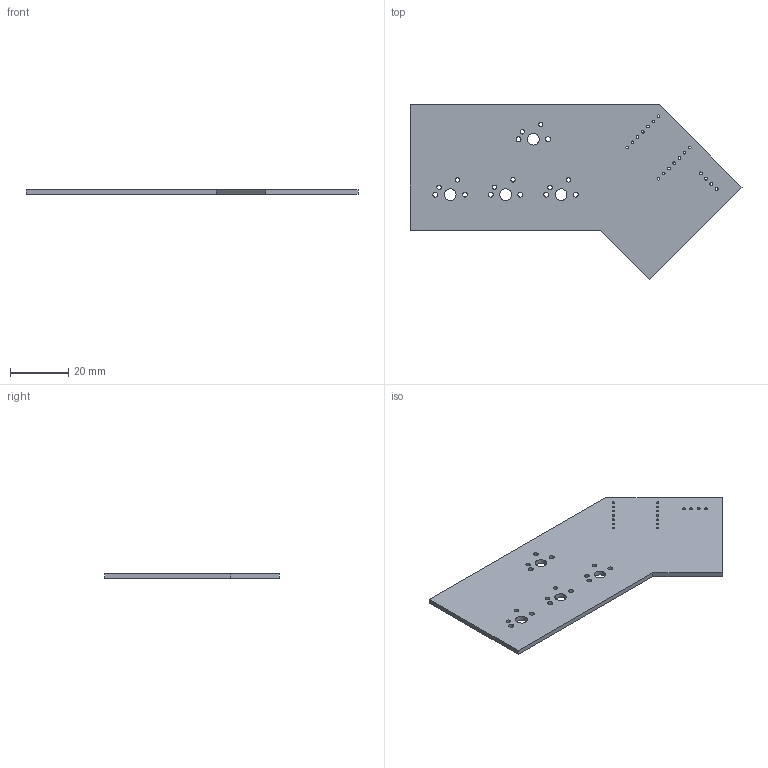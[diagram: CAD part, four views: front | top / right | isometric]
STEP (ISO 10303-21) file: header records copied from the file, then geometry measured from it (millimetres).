
FILE_DESCRIPTION(('KiCad electronic assembly'),'2;1');
FILE_NAME('Macropad.step','2025-06-05T10:50:14',('Pcbnew'),('Kicad'), 'Open CASCADE STEP processor 7.8','KiCad to STEP converter','Unknown' );
FILE_SCHEMA(('AUTOMOTIVE_DESIGN { 1 0 10303 214 1 1 1 1 }'));
Length unit declared in the file: millimetre
Products named in the file (2): Macropad 1; Macropad_PCB
Assembly tree (1 placements, depth 2):
  Macropad 1
    Macropad_PCB
Bounding box: 114.09 x 60.08 x 1.6 mm (x, y, z)
Volume: 7364.1 mm3; surface area: 9982.1 mm2
Topology: 1 solids, 1 shells, 46 faces, 132 edges, 88 vertices
Faces by surface type: cylinder 38, plane 8
Full cylindrical faces by diameter (mm): 0.889 x14, 1 x4, 1.5 x8, 1.7 x8, 4 x4
Entity records: 1741 total; most frequent: DIRECTION 304, CARTESIAN_POINT 268, ORIENTED_EDGE 264, EDGE_CURVE 132, AXIS2_PLACEMENT_3D 124, FACE_BOUND 122, EDGE_LOOP 122, VERTEX_POINT 88
